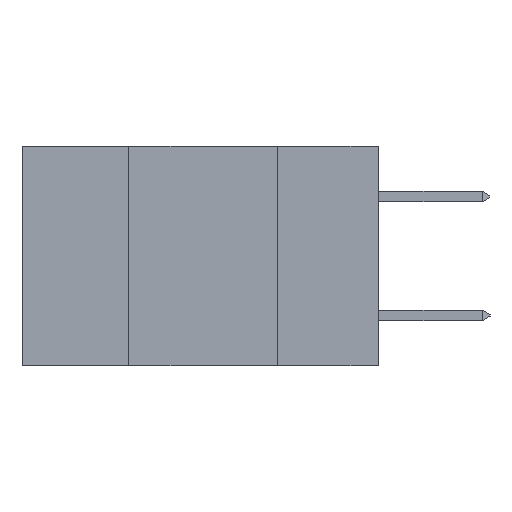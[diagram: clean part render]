
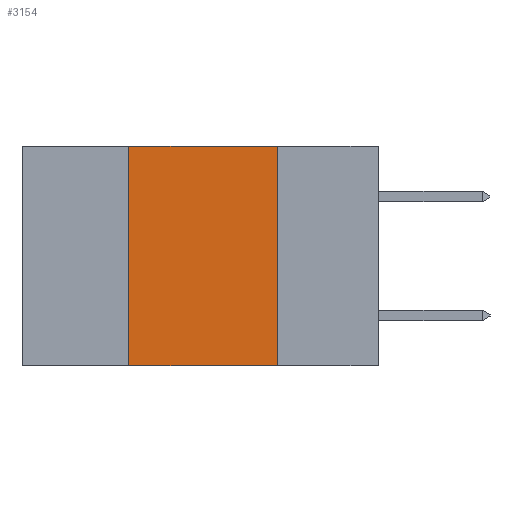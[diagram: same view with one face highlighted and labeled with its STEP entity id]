
A CAD part, left-side view. The second image highlights one B-rep face of the part: STEP entity #3154.
In plain terms, the highlighted planar face has unit normal (-1, 0, 0).
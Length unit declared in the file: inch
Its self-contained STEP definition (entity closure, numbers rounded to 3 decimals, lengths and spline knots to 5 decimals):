
#1427 = FACE_OUTER_BOUND ( 'NONE', #13921, .T. ) ;
#3060 = DIRECTION ( 'NONE',  ( 0., -1., 0. ) ) ;
#3154 = ADVANCED_FACE ( 'NONE', ( #1427 ), #13675, .F. ) ;
#3369 = CARTESIAN_POINT ( 'NONE',  ( 0., 0.17, 0. ) ) ;
#3857 = ORIENTED_EDGE ( 'NONE', *, *, #20812, .F. ) ;
#4012 = EDGE_CURVE ( 'NONE', #19459, #11381, #5760, .T. ) ;
#4234 = ORIENTED_EDGE ( 'NONE', *, *, #12590, .F. ) ;
#4551 = LINE ( 'NONE', #17584, #13485 ) ;
#5332 = LINE ( 'NONE', #16061, #20004 ) ;
#5608 = CARTESIAN_POINT ( 'NONE',  ( 0., 0.17, -0.37 ) ) ;
#5760 = LINE ( 'NONE', #13093, #19409 ) ;
#6091 = DIRECTION ( 'NONE',  ( 0., -1., 0. ) ) ;
#6977 = DIRECTION ( 'NONE',  ( 0., 0., -1. ) ) ;
#7146 = VECTOR ( 'NONE', #7292, 39.37008 ) ;
#7292 = DIRECTION ( 'NONE',  ( 0., 0., -1. ) ) ;
#7735 = DIRECTION ( 'NONE',  ( 0., 0., 1. ) ) ;
#8553 = VERTEX_POINT ( 'NONE', #10388 ) ;
#10388 = CARTESIAN_POINT ( 'NONE',  ( 0., 0.42, 0. ) ) ;
#10852 = ORIENTED_EDGE ( 'NONE', *, *, #4012, .T. ) ;
#11381 = VERTEX_POINT ( 'NONE', #14206 ) ;
#11667 = LINE ( 'NONE', #5608, #7146 ) ;
#11758 = EDGE_CURVE ( 'NONE', #16194, #11381, #11667, .T. ) ;
#12282 = ORIENTED_EDGE ( 'NONE', *, *, #11758, .F. ) ;
#12590 = EDGE_CURVE ( 'NONE', #19459, #8553, #4551, .T. ) ;
#13093 = CARTESIAN_POINT ( 'NONE',  ( 0., 0.6, -0.37 ) ) ;
#13485 = VECTOR ( 'NONE', #7735, 39.37008 ) ;
#13675 = PLANE ( 'NONE',  #15942 ) ;
#13921 = EDGE_LOOP ( 'NONE', ( #12282, #3857, #4234, #10852 ) ) ;
#14206 = CARTESIAN_POINT ( 'NONE',  ( 0., 0.17, -0.37 ) ) ;
#14276 = CARTESIAN_POINT ( 'NONE',  ( 0., 0.42, -0.37 ) ) ;
#15314 = CARTESIAN_POINT ( 'NONE',  ( 0., 0.6, 0. ) ) ;
#15942 = AXIS2_PLACEMENT_3D ( 'NONE', #15314, #16898, #6977 ) ;
#16061 = CARTESIAN_POINT ( 'NONE',  ( 0., 0.6, 0. ) ) ;
#16194 = VERTEX_POINT ( 'NONE', #3369 ) ;
#16898 = DIRECTION ( 'NONE',  ( 1., 0., 0. ) ) ;
#17584 = CARTESIAN_POINT ( 'NONE',  ( 0., 0.42, -0.37 ) ) ;
#19409 = VECTOR ( 'NONE', #3060, 39.37008 ) ;
#19459 = VERTEX_POINT ( 'NONE', #14276 ) ;
#20004 = VECTOR ( 'NONE', #6091, 39.37008 ) ;
#20812 = EDGE_CURVE ( 'NONE', #8553, #16194, #5332, .T. ) ;
